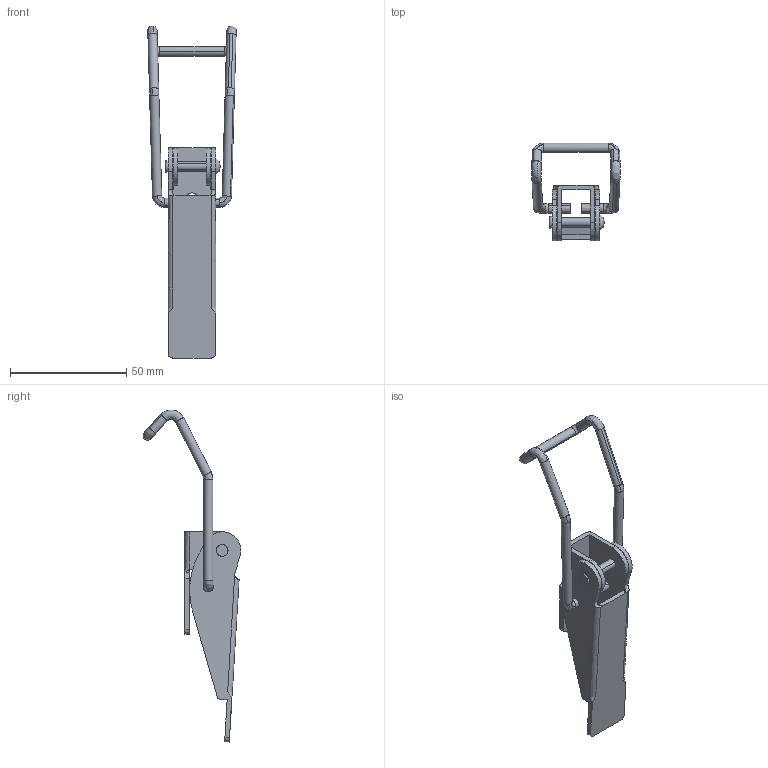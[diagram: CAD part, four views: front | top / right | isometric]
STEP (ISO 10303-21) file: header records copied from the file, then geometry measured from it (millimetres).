
FILE_DESCRIPTION((''),'2;1');
FILE_NAME('','2006-02-22T16:04:43',(''),(''),'','CADfix','');
FILE_SCHEMA(('AUTOMOTIVE_DESIGN'));
Length unit declared in the file: millimetre
Products named in the file (5): arm; rivet; lever; base; TL_213_20105_36
Assembly tree (4 placements, depth 2):
  TL_213_20105_36
    arm
    rivet
    lever
    base
Bounding box: 37.97 x 41.96 x 142.67 mm (x, y, z)
Volume: 12631.1 mm3; surface area: 13922.6 mm2
Topology: 4 solids, 4 shells, 110 faces, 434 edges, 328 vertices
Faces by surface type: bspline 110
Entity records: 6651 total; most frequent: CARTESIAN_POINT 4076, ORIENTED_EDGE 856, EDGE_CURVE 428, VERTEX_POINT 328, B_SPLINE_CURVE_WITH_KNOTS 300, QUASI_UNIFORM_CURVE 128, EDGE_LOOP 128, FACE_OUTER_BOUND 110
